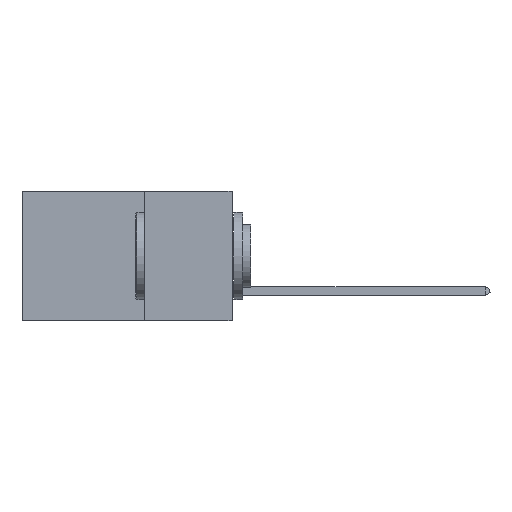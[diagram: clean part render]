
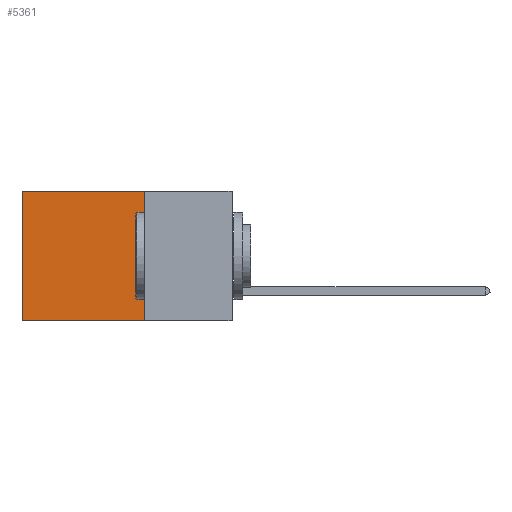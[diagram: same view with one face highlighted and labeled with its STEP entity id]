
A CAD part, left-side view. The second image highlights one B-rep face of the part: STEP entity #5361.
In plain terms, the highlighted planar face has unit normal (-1, 0, 0).
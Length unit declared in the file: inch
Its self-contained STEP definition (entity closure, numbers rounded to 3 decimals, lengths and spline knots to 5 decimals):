
#125 = VERTEX_POINT ( 'NONE', #10044 ) ;
#308 = VECTOR ( 'NONE', #12890, 39.37008 ) ;
#957 = ORIENTED_EDGE ( 'NONE', *, *, #11324, .F. ) ;
#1944 = DIRECTION ( 'NONE',  ( 0., 1., 0. ) ) ;
#2364 = LINE ( 'NONE', #3497, #2830 ) ;
#2830 = VECTOR ( 'NONE', #1944, 39.37008 ) ;
#2895 = CARTESIAN_POINT ( 'NONE',  ( 0.2875, 0.6, 0. ) ) ;
#3497 = CARTESIAN_POINT ( 'NONE',  ( 0.2875, 0.25, 0. ) ) ;
#3573 = EDGE_CURVE ( 'NONE', #10715, #15405, #11185, .T. ) ;
#3998 = ORIENTED_EDGE ( 'NONE', *, *, #3573, .F. ) ;
#4943 = CARTESIAN_POINT ( 'NONE',  ( 0.2875, 0.25, 0. ) ) ;
#5361 = ADVANCED_FACE ( 'NONE', ( #7998 ), #14568, .F. ) ;
#6015 = CARTESIAN_POINT ( 'NONE',  ( 0.2875, 0.25, 0. ) ) ;
#6078 = DIRECTION ( 'NONE',  ( 0., 0., -1. ) ) ;
#6655 = CARTESIAN_POINT ( 'NONE',  ( 0.2875, 0.6, 0. ) ) ;
#7392 = ORIENTED_EDGE ( 'NONE', *, *, #11878, .T. ) ;
#7466 = DIRECTION ( 'NONE',  ( 1., 0., 0. ) ) ;
#7998 = FACE_OUTER_BOUND ( 'NONE', #16632, .T. ) ;
#10044 = CARTESIAN_POINT ( 'NONE',  ( 0.2875, 0.6, -0.37 ) ) ;
#10715 = VERTEX_POINT ( 'NONE', #4943 ) ;
#10853 = CARTESIAN_POINT ( 'NONE',  ( 0.2875, 0.25, -0.37 ) ) ;
#11000 = AXIS2_PLACEMENT_3D ( 'NONE', #6015, #7466, #6078 ) ;
#11185 = LINE ( 'NONE', #12846, #11643 ) ;
#11324 = EDGE_CURVE ( 'NONE', #15405, #125, #16480, .T. ) ;
#11643 = VECTOR ( 'NONE', #17301, 39.37008 ) ;
#11878 = EDGE_CURVE ( 'NONE', #10715, #13118, #2364, .T. ) ;
#12248 = VECTOR ( 'NONE', #12271, 39.37008 ) ;
#12271 = DIRECTION ( 'NONE',  ( 0., 1., 0. ) ) ;
#12846 = CARTESIAN_POINT ( 'NONE',  ( 0.2875, 0.25, 0. ) ) ;
#12890 = DIRECTION ( 'NONE',  ( 0., 0., -1. ) ) ;
#12905 = CARTESIAN_POINT ( 'NONE',  ( 0.2875, 0.25, -0.37 ) ) ;
#13118 = VERTEX_POINT ( 'NONE', #6655 ) ;
#13165 = EDGE_CURVE ( 'NONE', #13118, #125, #15733, .T. ) ;
#14568 = PLANE ( 'NONE',  #11000 ) ;
#15405 = VERTEX_POINT ( 'NONE', #12905 ) ;
#15733 = LINE ( 'NONE', #2895, #308 ) ;
#16480 = LINE ( 'NONE', #10853, #12248 ) ;
#16632 = EDGE_LOOP ( 'NONE', ( #18139, #957, #3998, #7392 ) ) ;
#17301 = DIRECTION ( 'NONE',  ( 0., 0., -1. ) ) ;
#18139 = ORIENTED_EDGE ( 'NONE', *, *, #13165, .T. ) ;
